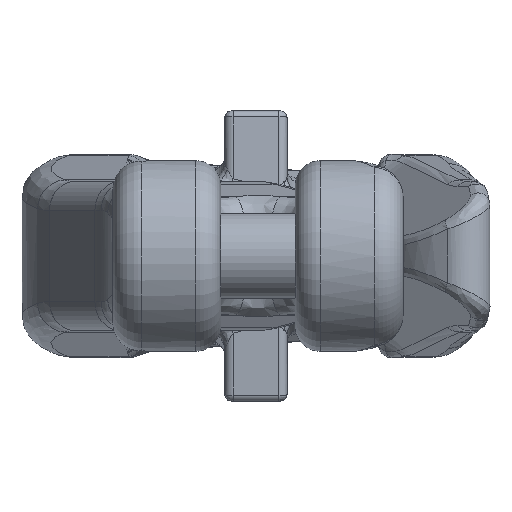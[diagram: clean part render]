
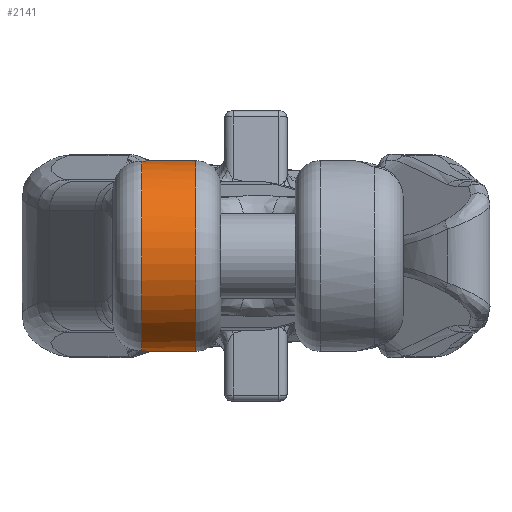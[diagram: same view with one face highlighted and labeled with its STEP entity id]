
A CAD part, left-side view. The second image highlights one B-rep face of the part: STEP entity #2141.
In plain terms, the highlighted cylindrical face has radius 23 mm (diameter 46 mm), a partial arc.
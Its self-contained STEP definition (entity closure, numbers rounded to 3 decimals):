
#354=LINE('',#9876,#587);
#355=LINE('',#9880,#588);
#587=VECTOR('',#7710,1.);
#588=VECTOR('',#7713,1.);
#984=B_SPLINE_CURVE_WITH_KNOTS('',3,(#9848,#9849,#9850,#9851,#9852,#9853,
#9854,#9855,#9856,#9857,#9858,#9859,#9860,#9861,#9862,#9863,#9864,#9865,
#9866,#9867,#9868,#9869,#9870,#9871,#9872),.UNSPECIFIED.,.F.,.F.,(4,3,3,
3,3,3,3,3,4),(0.,0.125,0.25,0.376,0.501,
0.626,0.75,0.876,1.),.UNSPECIFIED.);
#985=B_SPLINE_CURVE_WITH_KNOTS('',3,(#9884,#9885,#9886,#9887,#9888,#9889,
#9890,#9891,#9892,#9893,#9894,#9895,#9896,#9897,#9898,#9899,#9900,#9901,
#9902,#9903,#9904,#9905,#9906,#9907,#9908),.UNSPECIFIED.,.F.,.F.,(4,3,3,
3,3,3,3,3,4),(0.,0.125,0.25,0.376,0.501,
0.626,0.75,0.876,1.),.UNSPECIFIED.);
#1716=FACE_OUTER_BOUND('',#2730,.T.);
#2141=ADVANCED_FACE('',(#1716),#2575,.T.);
#2575=CYLINDRICAL_SURFACE('',#7194,23.);
#2730=EDGE_LOOP('',(#3323,#3324,#3325,#3326,#3327,#3328,#3329,#3330));
#3323=ORIENTED_EDGE('',*,*,#6033,.T.);
#3324=ORIENTED_EDGE('',*,*,#6034,.T.);
#3325=ORIENTED_EDGE('',*,*,#6035,.T.);
#3326=ORIENTED_EDGE('',*,*,#6036,.T.);
#3327=ORIENTED_EDGE('',*,*,#6037,.T.);
#3328=ORIENTED_EDGE('',*,*,#6038,.T.);
#3329=ORIENTED_EDGE('',*,*,#6039,.T.);
#3330=ORIENTED_EDGE('',*,*,#6040,.T.);
#5397=VERTEX_POINT('',#9846);
#5398=VERTEX_POINT('',#9847);
#5399=VERTEX_POINT('',#9873);
#5400=VERTEX_POINT('',#9875);
#5401=VERTEX_POINT('',#9877);
#5402=VERTEX_POINT('',#9879);
#5403=VERTEX_POINT('',#9881);
#5404=VERTEX_POINT('',#9883);
#6033=EDGE_CURVE('',#5397,#5398,#6950,.T.);
#6034=EDGE_CURVE('',#5398,#5399,#984,.T.);
#6035=EDGE_CURVE('',#5399,#5400,#6951,.T.);
#6036=EDGE_CURVE('',#5400,#5401,#354,.T.);
#6037=EDGE_CURVE('',#5401,#5402,#6952,.T.);
#6038=EDGE_CURVE('',#5402,#5403,#355,.T.);
#6039=EDGE_CURVE('',#5403,#5404,#6953,.T.);
#6040=EDGE_CURVE('',#5404,#5397,#985,.T.);
#6950=CIRCLE('',#7190,23.);
#6951=CIRCLE('',#7191,23.);
#6952=CIRCLE('',#7192,23.);
#6953=CIRCLE('',#7193,23.);
#7190=AXIS2_PLACEMENT_3D('',#9845,#7706,#7707);
#7191=AXIS2_PLACEMENT_3D('',#9874,#7708,#7709);
#7192=AXIS2_PLACEMENT_3D('',#9878,#7711,#7712);
#7193=AXIS2_PLACEMENT_3D('',#9882,#7714,#7715);
#7194=AXIS2_PLACEMENT_3D('',#9909,#7716,#7717);
#7706=DIRECTION('',(0.,-1.,0.));
#7707=DIRECTION('',(-1.,0.,0.));
#7708=DIRECTION('',(0.,-1.,0.));
#7709=DIRECTION('',(-1.,0.,0.));
#7710=DIRECTION('',(0.,-1.,0.));
#7711=DIRECTION('',(0.,1.,0.));
#7712=DIRECTION('',(1.,0.,0.));
#7713=DIRECTION('',(0.,1.,0.));
#7714=DIRECTION('',(0.,-1.,0.));
#7715=DIRECTION('',(-1.,0.,0.));
#7716=DIRECTION('',(0.,-1.,0.));
#7717=DIRECTION('',(0.,0.,1.));
#9845=CARTESIAN_POINT('',(-115.7,28.,0.));
#9846=CARTESIAN_POINT('',(-117.894,28.,22.895));
#9847=CARTESIAN_POINT('',(-117.894,28.,-22.895));
#9848=CARTESIAN_POINT('',(-117.894,28.,-22.895));
#9849=CARTESIAN_POINT('',(-117.838,27.755,-22.901));
#9850=CARTESIAN_POINT('',(-117.739,27.515,-22.91));
#9851=CARTESIAN_POINT('',(-117.605,27.302,-22.921));
#9852=CARTESIAN_POINT('',(-117.471,27.089,-22.932));
#9853=CARTESIAN_POINT('',(-117.299,26.897,-22.945));
#9854=CARTESIAN_POINT('',(-117.102,26.74,-22.957));
#9855=CARTESIAN_POINT('',(-116.905,26.583,-22.969));
#9856=CARTESIAN_POINT('',(-116.678,26.458,-22.98));
#9857=CARTESIAN_POINT('',(-116.439,26.375,-22.988));
#9858=CARTESIAN_POINT('',(-116.201,26.292,-22.996));
#9859=CARTESIAN_POINT('',(-115.946,26.249,-23.));
#9860=CARTESIAN_POINT('',(-115.694,26.25,-23.));
#9861=CARTESIAN_POINT('',(-115.443,26.251,-23.));
#9862=CARTESIAN_POINT('',(-115.189,26.295,-22.996));
#9863=CARTESIAN_POINT('',(-114.952,26.378,-22.988));
#9864=CARTESIAN_POINT('',(-114.716,26.461,-22.98));
#9865=CARTESIAN_POINT('',(-114.491,26.586,-22.969));
#9866=CARTESIAN_POINT('',(-114.295,26.743,-22.957));
#9867=CARTESIAN_POINT('',(-114.098,26.9,-22.945));
#9868=CARTESIAN_POINT('',(-113.926,27.093,-22.932));
#9869=CARTESIAN_POINT('',(-113.793,27.306,-22.921));
#9870=CARTESIAN_POINT('',(-113.66,27.518,-22.91));
#9871=CARTESIAN_POINT('',(-113.562,27.756,-22.9));
#9872=CARTESIAN_POINT('',(-113.506,28.,-22.895));
#9873=CARTESIAN_POINT('',(-113.506,28.,-22.895));
#9874=CARTESIAN_POINT('',(-115.7,28.,0.));
#9875=CARTESIAN_POINT('',(-107.231,28.,-21.384));
#9876=CARTESIAN_POINT('',(-107.231,113.,-21.384));
#9877=CARTESIAN_POINT('',(-107.231,15.,-21.384));
#9878=CARTESIAN_POINT('',(-115.7,15.,0.));
#9879=CARTESIAN_POINT('',(-107.231,15.,21.384));
#9880=CARTESIAN_POINT('',(-107.231,113.,21.384));
#9881=CARTESIAN_POINT('',(-107.231,28.,21.384));
#9882=CARTESIAN_POINT('',(-115.7,28.,0.));
#9883=CARTESIAN_POINT('',(-113.506,28.,22.895));
#9884=CARTESIAN_POINT('',(-113.506,28.,22.895));
#9885=CARTESIAN_POINT('',(-113.562,27.755,22.901));
#9886=CARTESIAN_POINT('',(-113.661,27.515,22.91));
#9887=CARTESIAN_POINT('',(-113.795,27.302,22.921));
#9888=CARTESIAN_POINT('',(-113.929,27.089,22.932));
#9889=CARTESIAN_POINT('',(-114.101,26.897,22.945));
#9890=CARTESIAN_POINT('',(-114.298,26.74,22.957));
#9891=CARTESIAN_POINT('',(-114.495,26.583,22.969));
#9892=CARTESIAN_POINT('',(-114.722,26.458,22.98));
#9893=CARTESIAN_POINT('',(-114.961,26.375,22.988));
#9894=CARTESIAN_POINT('',(-115.199,26.292,22.996));
#9895=CARTESIAN_POINT('',(-115.454,26.249,23.));
#9896=CARTESIAN_POINT('',(-115.706,26.25,23.));
#9897=CARTESIAN_POINT('',(-115.957,26.251,23.));
#9898=CARTESIAN_POINT('',(-116.211,26.295,22.996));
#9899=CARTESIAN_POINT('',(-116.448,26.378,22.988));
#9900=CARTESIAN_POINT('',(-116.684,26.461,22.98));
#9901=CARTESIAN_POINT('',(-116.909,26.586,22.969));
#9902=CARTESIAN_POINT('',(-117.105,26.743,22.957));
#9903=CARTESIAN_POINT('',(-117.302,26.9,22.945));
#9904=CARTESIAN_POINT('',(-117.474,27.093,22.932));
#9905=CARTESIAN_POINT('',(-117.607,27.306,22.921));
#9906=CARTESIAN_POINT('',(-117.74,27.518,22.91));
#9907=CARTESIAN_POINT('',(-117.838,27.756,22.9));
#9908=CARTESIAN_POINT('',(-117.894,28.,22.895));
#9909=CARTESIAN_POINT('',(-115.7,113.,0.));
